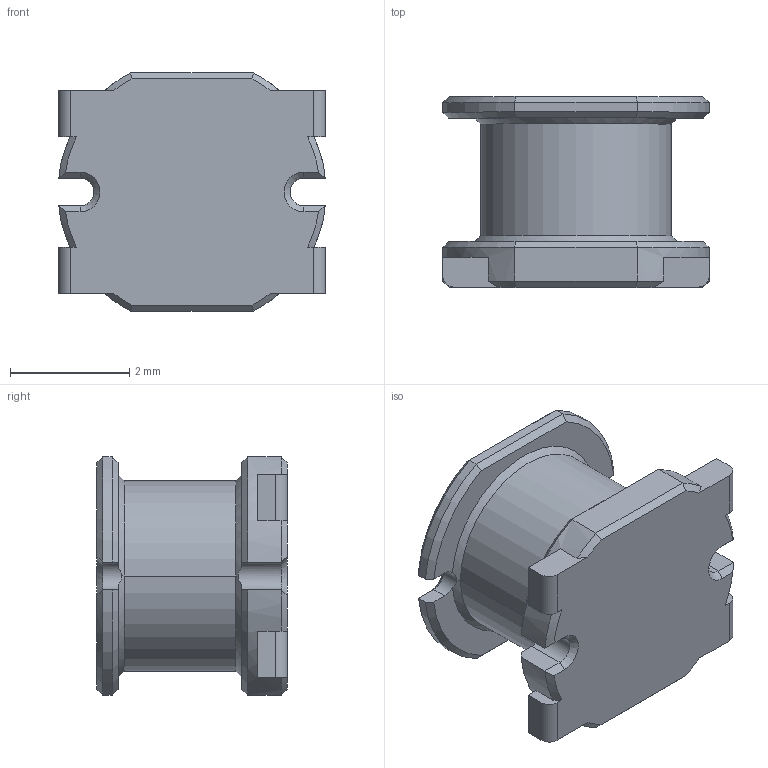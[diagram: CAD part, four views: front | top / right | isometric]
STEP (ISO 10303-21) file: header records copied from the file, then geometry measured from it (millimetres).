
FILE_DESCRIPTION (( 'STEP AP214' ), '1' );
FILE_NAME ('L_CR43.STEP', '2022-08-30T14:06:55', ( '' ), ( '' ), 'SwSTEP 2.0', 'SolidWorks 2022', '' );
FILE_SCHEMA (( 'AUTOMOTIVE_DESIGN' ));
Length unit declared in the file: millimetre
Products named in the file (1): L_CR43
Bounding box: 4.48 x 3.2 x 4 mm (x, y, z)
Volume: 33.8 mm3; surface area: 81 mm2
Topology: 1 solids, 1 shells, 98 faces, 250 edges, 154 vertices
Faces by surface type: plane 50, cone 28, cylinder 20
Entity records: 4096 total; most frequent: CARTESIAN_POINT 655, ORIENTED_EDGE 500, DIRECTION 478, EDGE_CURVE 250, AXIS2_PLACEMENT_3D 177, VERTEX_POINT 154, LINE 124, VECTOR 124
